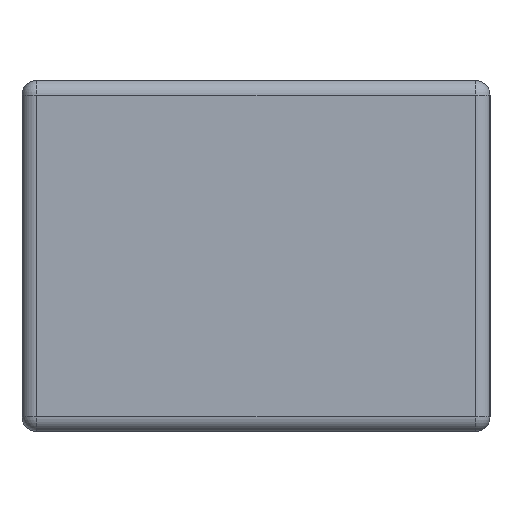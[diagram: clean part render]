
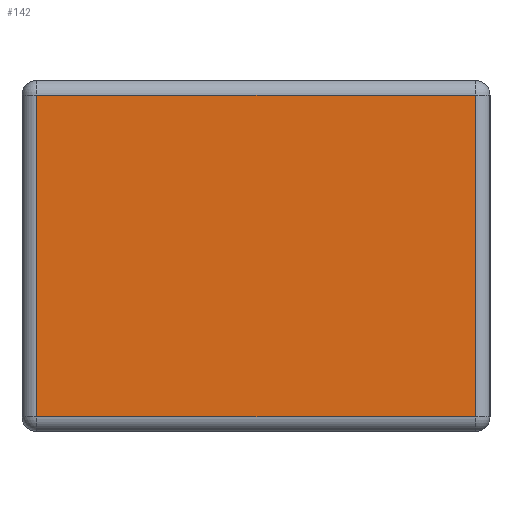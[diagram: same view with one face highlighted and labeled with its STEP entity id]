
A CAD part, left-side view. The second image highlights one B-rep face of the part: STEP entity #142.
In plain terms, the highlighted planar face has unit normal (-1, 0, 0).
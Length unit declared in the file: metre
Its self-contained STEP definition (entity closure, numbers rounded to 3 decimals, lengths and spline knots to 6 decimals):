
#142 = ADVANCED_FACE( '', ( #281 ), #282, .F. );
#281 = FACE_OUTER_BOUND( '', #418, .T. );
#282 = PLANE( '', #419 );
#418 = EDGE_LOOP( '', ( #717, #718, #719, #720 ) );
#419 = AXIS2_PLACEMENT_3D( '', #721, #722, #723 );
#717 = ORIENTED_EDGE( '', *, *, #775, .T. );
#718 = ORIENTED_EDGE( '', *, *, #806, .T. );
#719 = ORIENTED_EDGE( '', *, *, #884, .T. );
#720 = ORIENTED_EDGE( '', *, *, #814, .T. );
#721 = CARTESIAN_POINT( '', ( -0.0016, -0.0008, 0.0006 ) );
#722 = DIRECTION( '', ( 1., 0., 0. ) );
#723 = DIRECTION( '', ( 0., 0., -1. ) );
#775 = EDGE_CURVE( '', #902, #895, #906, .T. );
#806 = EDGE_CURVE( '', #895, #956, #958, .T. );
#814 = EDGE_CURVE( '', #965, #902, #970, .F. );
#884 = EDGE_CURVE( '', #956, #965, #1062, .F. );
#895 = VERTEX_POINT( '', #1073 );
#902 = VERTEX_POINT( '', #1080 );
#906 = LINE( '', #1085, #1086 );
#956 = VERTEX_POINT( '', #1157 );
#958 = LINE( '', #1159, #1160 );
#965 = VERTEX_POINT( '', #1167 );
#970 = LINE( '', #1173, #1174 );
#1062 = LINE( '', #1290, #1291 );
#1073 = CARTESIAN_POINT( '', ( -0.0016, 0.00075, 0.00115 ) );
#1080 = CARTESIAN_POINT( '', ( -0.0016, -0.00075, 0.00115 ) );
#1085 = CARTESIAN_POINT( '', ( -0.0016, -0.0008, 0.00115 ) );
#1086 = VECTOR( '', #1317, 1. );
#1157 = CARTESIAN_POINT( '', ( -0.0016, 0.00075, 0.00005 ) );
#1159 = CARTESIAN_POINT( '', ( -0.0016, 0.00075, 0.0006 ) );
#1160 = VECTOR( '', #1345, 1. );
#1167 = CARTESIAN_POINT( '', ( -0.0016, -0.00075, 0.00005 ) );
#1173 = CARTESIAN_POINT( '', ( -0.0016, -0.00075, 0.0012 ) );
#1174 = VECTOR( '', #1359, 1. );
#1290 = CARTESIAN_POINT( '', ( -0.0016, -0.0008, 0.00005 ) );
#1291 = VECTOR( '', #1450, 1. );
#1317 = DIRECTION( '', ( 0., 1., 0. ) );
#1345 = DIRECTION( '', ( 0., 0., -1. ) );
#1359 = DIRECTION( '', ( 0., 0., -1. ) );
#1450 = DIRECTION( '', ( 0., 1., 0. ) );
